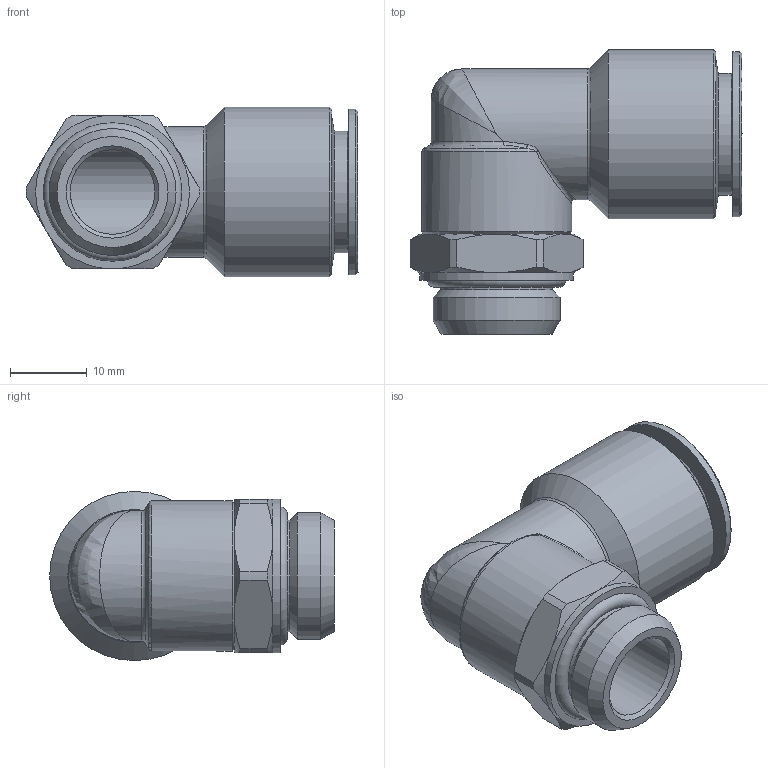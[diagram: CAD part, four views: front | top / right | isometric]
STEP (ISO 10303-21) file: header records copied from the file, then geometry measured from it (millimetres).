
FILE_DESCRIPTION(( 'MA.16.14.38.stp' ), '1');
FILE_NAME( 'MA.16.14.38.stp', '2019-06-19T15:03:35',( 'Sopra'),('sopra-pneumatic.com'), 'SwSTEP 2.0','SolidWorks 2009','' );
FILE_SCHEMA( ( 'CONFIG_CONTROL_DESIGN' ) );
Length unit declared in the file: millimetre
Products named in the file (1): NONE
Bounding box: 43.15 x 37 x 22 mm (x, y, z)
Volume: 9512 mm3; surface area: 6662.7 mm2
Topology: 1 solids, 1 shells, 65 faces, 148 edges, 87 vertices
Faces by surface type: cone 24, cylinder 18, plane 13, bspline 6, torus 4
Full cylindrical faces by diameter (mm): 11 x1, 12 x1, 14.15 x1, 14.5 x1, 15.8 x1, 16.5 x1, 17 x1, 19.5 x1, 20 x1, 21.5 x1, 22 x1
Entity records: 2262 total; most frequent: CARTESIAN_POINT 973, DIRECTION 252, ORIENTED_EDGE 232, AXIS2_PLACEMENT_3D 120, EDGE_CURVE 116, EDGE_LOOP 95, VERTEX_POINT 81, FACE_OUTER_BOUND 78
